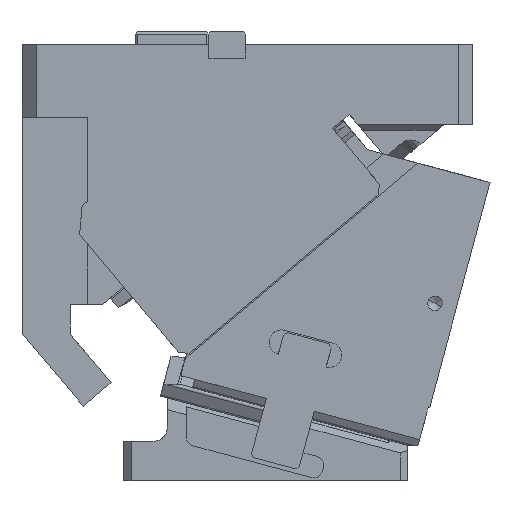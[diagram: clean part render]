
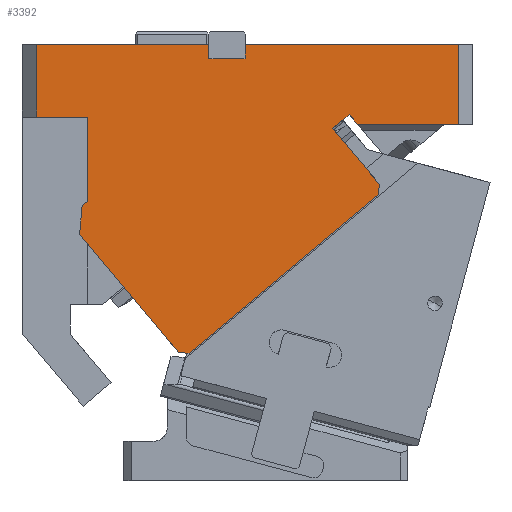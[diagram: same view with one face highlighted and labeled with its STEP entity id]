
A CAD part, front view. The second image highlights one B-rep face of the part: STEP entity #3392.
In plain terms, the highlighted planar face has unit normal (0, -1, 0).
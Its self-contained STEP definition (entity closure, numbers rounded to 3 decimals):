
#1079=CARTESIAN_POINT('Vertex',(-90.385,-75.,247.361)) ;
#1082=CARTESIAN_POINT('Line Origine',(-93.45,-75.,244.79)) ;
#1086=CARTESIAN_POINT('Vertex',(-96.514,-75.,242.219)) ;
#1652=CARTESIAN_POINT('Vertex',(-300.,-75.,300.)) ;
#1655=CARTESIAN_POINT('Line Origine',(-240.75,-75.,300.)) ;
#1659=CARTESIAN_POINT('Vertex',(-181.5,-75.,300.)) ;
#2026=CARTESIAN_POINT('Vertex',(-156.5,-75.,300.)) ;
#2029=CARTESIAN_POINT('Line Origine',(-83.25,-75.,300.)) ;
#2033=CARTESIAN_POINT('Vertex',(-10.,-75.,300.)) ;
#2211=CARTESIAN_POINT('Vertex',(-10.,-75.,245.)) ;
#2214=CARTESIAN_POINT('Line Origine',(-44.633,-75.,245.)) ;
#2218=CARTESIAN_POINT('Vertex',(-79.266,-75.,245.)) ;
#2452=CARTESIAN_POINT('Line Origine',(-82.136,-75.,248.42)) ;
#2456=CARTESIAN_POINT('Vertex',(-85.006,-75.,251.84)) ;
#3216=CARTESIAN_POINT('Line Origine',(-80.435,-75.,223.057)) ;
#3220=CARTESIAN_POINT('Vertex',(-64.357,-75.,203.896)) ;
#3251=CARTESIAN_POINT('Axis2P3D Location',(0.,-75.,250.)) ;
#3256=CARTESIAN_POINT('Line Origine',(-282.5,-75.,250.)) ;
#3260=CARTESIAN_POINT('Vertex',(-300.,-75.,250.)) ;
#3262=CARTESIAN_POINT('Vertex',(-265.,-75.,250.)) ;
#3265=CARTESIAN_POINT('Line Origine',(-265.,-75.,221.093)) ;
#3269=CARTESIAN_POINT('Vertex',(-265.,-75.,192.185)) ;
#3272=CARTESIAN_POINT('Line Origine',(-266.828,-75.,190.652)) ;
#3276=CARTESIAN_POINT('Vertex',(-268.655,-75.,189.118)) ;
#3279=CARTESIAN_POINT('Line Origine',(-269.518,-75.,179.257)) ;
#3283=CARTESIAN_POINT('Vertex',(-270.381,-75.,169.395)) ;
#3286=CARTESIAN_POINT('Line Origine',(-236.313,-75.,128.794)) ;
#3290=CARTESIAN_POINT('Vertex',(-202.245,-75.,88.194)) ;
#3293=CARTESIAN_POINT('Line Origine',(-198.723,-75.,87.886)) ;
#3297=CARTESIAN_POINT('Vertex',(-195.201,-75.,87.578)) ;
#3300=CARTESIAN_POINT('Line Origine',(-130.087,-75.,142.215)) ;
#3304=CARTESIAN_POINT('Vertex',(-64.973,-75.,196.852)) ;
#3307=CARTESIAN_POINT('Line Origine',(-64.665,-75.,200.374)) ;
#3312=CARTESIAN_POINT('Line Origine',(-90.377,-75.,247.351)) ;
#3316=CARTESIAN_POINT('Vertex',(-90.368,-75.,247.34)) ;
#3319=CARTESIAN_POINT('Line Origine',(-87.687,-75.,249.59)) ;
#3324=CARTESIAN_POINT('Line Origine',(-10.,-75.,272.5)) ;
#3329=CARTESIAN_POINT('Line Origine',(-156.5,-75.,295.6)) ;
#3333=CARTESIAN_POINT('Vertex',(-156.5,-75.,291.2)) ;
#3336=CARTESIAN_POINT('Line Origine',(-156.5,-75.,290.6)) ;
#3340=CARTESIAN_POINT('Vertex',(-156.5,-75.,290.)) ;
#3343=CARTESIAN_POINT('Line Origine',(-157.1,-75.,290.)) ;
#3347=CARTESIAN_POINT('Vertex',(-157.7,-75.,290.)) ;
#3350=CARTESIAN_POINT('Line Origine',(-169.6,-75.,290.)) ;
#3354=CARTESIAN_POINT('Vertex',(-181.5,-75.,290.)) ;
#3357=CARTESIAN_POINT('Line Origine',(-181.5,-75.,295.)) ;
#3362=CARTESIAN_POINT('Line Origine',(-300.,-75.,275.)) ;
#1083=DIRECTION('Vector Direction',(0.766,0.,0.643)) ;
#1656=DIRECTION('Vector Direction',(-1.,0.,0.)) ;
#2030=DIRECTION('Vector Direction',(-1.,0.,0.)) ;
#2215=DIRECTION('Vector Direction',(1.,0.,0.)) ;
#2453=DIRECTION('Vector Direction',(0.643,0.,-0.766)) ;
#3217=DIRECTION('Vector Direction',(-0.643,0.,0.766)) ;
#3252=DIRECTION('Axis2P3D Direction',(0.,1.,0.)) ;
#3253=DIRECTION('Axis2P3D XDirection',(-1.,0.,0.)) ;
#3257=DIRECTION('Vector Direction',(1.,0.,0.)) ;
#3266=DIRECTION('Vector Direction',(0.,0.,-1.)) ;
#3273=DIRECTION('Vector Direction',(0.766,0.,0.643)) ;
#3280=DIRECTION('Vector Direction',(-0.087,0.,-0.996)) ;
#3287=DIRECTION('Vector Direction',(-0.643,0.,0.766)) ;
#3294=DIRECTION('Vector Direction',(0.996,0.,-0.087)) ;
#3301=DIRECTION('Vector Direction',(0.766,0.,0.643)) ;
#3308=DIRECTION('Vector Direction',(0.087,0.,0.996)) ;
#3313=DIRECTION('Vector Direction',(-0.643,0.,0.766)) ;
#3320=DIRECTION('Vector Direction',(0.766,0.,0.643)) ;
#3325=DIRECTION('Vector Direction',(0.,0.,1.)) ;
#3330=DIRECTION('Vector Direction',(0.,0.,-1.)) ;
#3337=DIRECTION('Vector Direction',(0.,0.,-1.)) ;
#3344=DIRECTION('Vector Direction',(-1.,0.,0.)) ;
#3351=DIRECTION('Vector Direction',(-1.,0.,0.)) ;
#3358=DIRECTION('Vector Direction',(0.,0.,1.)) ;
#3363=DIRECTION('Vector Direction',(0.,0.,-1.)) ;
#3254=AXIS2_PLACEMENT_3D('Plane Axis2P3D',#3251,#3252,#3253) ;
#3368=ORIENTED_EDGE('',*,*,#3264,.T.) ;
#3369=ORIENTED_EDGE('',*,*,#3271,.T.) ;
#3370=ORIENTED_EDGE('',*,*,#3278,.F.) ;
#3371=ORIENTED_EDGE('',*,*,#3285,.T.) ;
#3372=ORIENTED_EDGE('',*,*,#3292,.F.) ;
#3373=ORIENTED_EDGE('',*,*,#3299,.T.) ;
#3374=ORIENTED_EDGE('',*,*,#3306,.T.) ;
#3375=ORIENTED_EDGE('',*,*,#3311,.T.) ;
#3376=ORIENTED_EDGE('',*,*,#3222,.T.) ;
#3377=ORIENTED_EDGE('',*,*,#1088,.T.) ;
#3378=ORIENTED_EDGE('',*,*,#3318,.F.) ;
#3379=ORIENTED_EDGE('',*,*,#3323,.T.) ;
#3380=ORIENTED_EDGE('',*,*,#2458,.T.) ;
#3381=ORIENTED_EDGE('',*,*,#2220,.T.) ;
#3382=ORIENTED_EDGE('',*,*,#3328,.T.) ;
#3383=ORIENTED_EDGE('',*,*,#2035,.T.) ;
#3384=ORIENTED_EDGE('',*,*,#3335,.T.) ;
#3385=ORIENTED_EDGE('',*,*,#3342,.T.) ;
#3386=ORIENTED_EDGE('',*,*,#3349,.T.) ;
#3387=ORIENTED_EDGE('',*,*,#3356,.T.) ;
#3388=ORIENTED_EDGE('',*,*,#3361,.T.) ;
#3389=ORIENTED_EDGE('',*,*,#1661,.T.) ;
#3390=ORIENTED_EDGE('',*,*,#3366,.T.) ;
#1084=VECTOR('Line Direction',#1083,1.) ;
#1657=VECTOR('Line Direction',#1656,1.) ;
#2031=VECTOR('Line Direction',#2030,1.) ;
#2216=VECTOR('Line Direction',#2215,1.) ;
#2454=VECTOR('Line Direction',#2453,1.) ;
#3218=VECTOR('Line Direction',#3217,1.) ;
#3258=VECTOR('Line Direction',#3257,1.) ;
#3267=VECTOR('Line Direction',#3266,1.) ;
#3274=VECTOR('Line Direction',#3273,1.) ;
#3281=VECTOR('Line Direction',#3280,1.) ;
#3288=VECTOR('Line Direction',#3287,1.) ;
#3295=VECTOR('Line Direction',#3294,1.) ;
#3302=VECTOR('Line Direction',#3301,1.) ;
#3309=VECTOR('Line Direction',#3308,1.) ;
#3314=VECTOR('Line Direction',#3313,1.) ;
#3321=VECTOR('Line Direction',#3320,1.) ;
#3326=VECTOR('Line Direction',#3325,1.) ;
#3331=VECTOR('Line Direction',#3330,1.) ;
#3338=VECTOR('Line Direction',#3337,1.) ;
#3345=VECTOR('Line Direction',#3344,1.) ;
#3352=VECTOR('Line Direction',#3351,1.) ;
#3359=VECTOR('Line Direction',#3358,1.) ;
#3364=VECTOR('Line Direction',#3363,1.) ;
#3392=ADVANCED_FACE('CAM HOLDER',(#3391),#3255,.F.) ;
#1088=EDGE_CURVE('',#1087,#1080,#1085,.T.) ;
#1661=EDGE_CURVE('',#1660,#1653,#1658,.T.) ;
#2035=EDGE_CURVE('',#2034,#2027,#2032,.T.) ;
#2220=EDGE_CURVE('',#2219,#2212,#2217,.T.) ;
#2458=EDGE_CURVE('',#2457,#2219,#2455,.T.) ;
#3222=EDGE_CURVE('',#3221,#1087,#3219,.T.) ;
#3264=EDGE_CURVE('',#3261,#3263,#3259,.T.) ;
#3271=EDGE_CURVE('',#3263,#3270,#3268,.T.) ;
#3278=EDGE_CURVE('',#3277,#3270,#3275,.T.) ;
#3285=EDGE_CURVE('',#3277,#3284,#3282,.T.) ;
#3292=EDGE_CURVE('',#3291,#3284,#3289,.T.) ;
#3299=EDGE_CURVE('',#3291,#3298,#3296,.T.) ;
#3306=EDGE_CURVE('',#3298,#3305,#3303,.T.) ;
#3311=EDGE_CURVE('',#3305,#3221,#3310,.T.) ;
#3318=EDGE_CURVE('',#3317,#1080,#3315,.T.) ;
#3323=EDGE_CURVE('',#3317,#2457,#3322,.T.) ;
#3328=EDGE_CURVE('',#2212,#2034,#3327,.T.) ;
#3335=EDGE_CURVE('',#2027,#3334,#3332,.T.) ;
#3342=EDGE_CURVE('',#3334,#3341,#3339,.T.) ;
#3349=EDGE_CURVE('',#3341,#3348,#3346,.T.) ;
#3356=EDGE_CURVE('',#3348,#3355,#3353,.T.) ;
#3361=EDGE_CURVE('',#3355,#1660,#3360,.T.) ;
#3366=EDGE_CURVE('',#1653,#3261,#3365,.T.) ;
#3367=EDGE_LOOP('',(#3368,#3369,#3370,#3371,#3372,#3373,#3374,#3375,#3376,#3377,#3378,#3379,#3380,#3381,#3382,#3383,#3384,#3385,#3386,#3387,#3388,#3389,#3390)) ;
#3391=FACE_OUTER_BOUND('',#3367,.T.) ;
#1085=LINE('Line',#1082,#1084) ;
#1658=LINE('Line',#1655,#1657) ;
#2032=LINE('Line',#2029,#2031) ;
#2217=LINE('Line',#2214,#2216) ;
#2455=LINE('Line',#2452,#2454) ;
#3219=LINE('Line',#3216,#3218) ;
#3259=LINE('Line',#3256,#3258) ;
#3268=LINE('Line',#3265,#3267) ;
#3275=LINE('Line',#3272,#3274) ;
#3282=LINE('Line',#3279,#3281) ;
#3289=LINE('Line',#3286,#3288) ;
#3296=LINE('Line',#3293,#3295) ;
#3303=LINE('Line',#3300,#3302) ;
#3310=LINE('Line',#3307,#3309) ;
#3315=LINE('Line',#3312,#3314) ;
#3322=LINE('Line',#3319,#3321) ;
#3327=LINE('Line',#3324,#3326) ;
#3332=LINE('Line',#3329,#3331) ;
#3339=LINE('Line',#3336,#3338) ;
#3346=LINE('Line',#3343,#3345) ;
#3353=LINE('Line',#3350,#3352) ;
#3360=LINE('Line',#3357,#3359) ;
#3365=LINE('Line',#3362,#3364) ;
#3255=PLANE('Plane',#3254) ;
#1080=VERTEX_POINT('',#1079) ;
#1087=VERTEX_POINT('',#1086) ;
#1653=VERTEX_POINT('',#1652) ;
#1660=VERTEX_POINT('',#1659) ;
#2027=VERTEX_POINT('',#2026) ;
#2034=VERTEX_POINT('',#2033) ;
#2212=VERTEX_POINT('',#2211) ;
#2219=VERTEX_POINT('',#2218) ;
#2457=VERTEX_POINT('',#2456) ;
#3221=VERTEX_POINT('',#3220) ;
#3261=VERTEX_POINT('',#3260) ;
#3263=VERTEX_POINT('',#3262) ;
#3270=VERTEX_POINT('',#3269) ;
#3277=VERTEX_POINT('',#3276) ;
#3284=VERTEX_POINT('',#3283) ;
#3291=VERTEX_POINT('',#3290) ;
#3298=VERTEX_POINT('',#3297) ;
#3305=VERTEX_POINT('',#3304) ;
#3317=VERTEX_POINT('',#3316) ;
#3334=VERTEX_POINT('',#3333) ;
#3341=VERTEX_POINT('',#3340) ;
#3348=VERTEX_POINT('',#3347) ;
#3355=VERTEX_POINT('',#3354) ;
